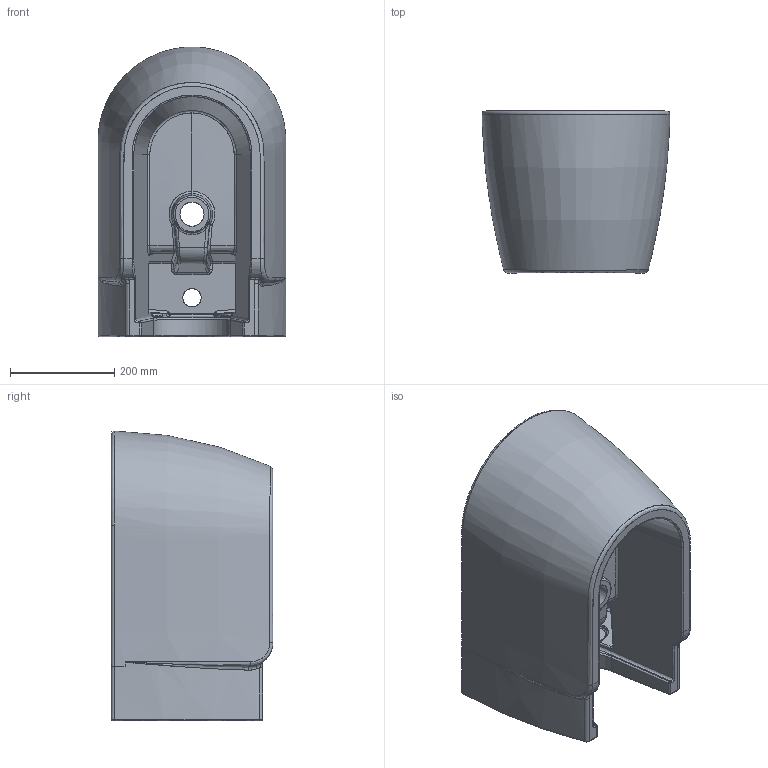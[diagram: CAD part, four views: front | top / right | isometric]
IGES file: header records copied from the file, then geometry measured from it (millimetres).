
Start section: SolidWorks IGES file using analytic representation for surfaces
Global section: file name: BIDET WH 555 CORAL.IGS; native system: SolidWorks 2011; preprocessor: SolidWorks 2011; author: 2776; date: 151009.170154; units: millimetre
Bounding box: 359.81 x 309.99 x 554.95 mm (x, y, z)
Surface area: 1150094.3 mm2 (no closed solid volume)
Topology: 0 solids, 0 shells, 565 faces, 6368 edges, 6339 vertices
Faces by surface type: bspline 385, revolution 180
